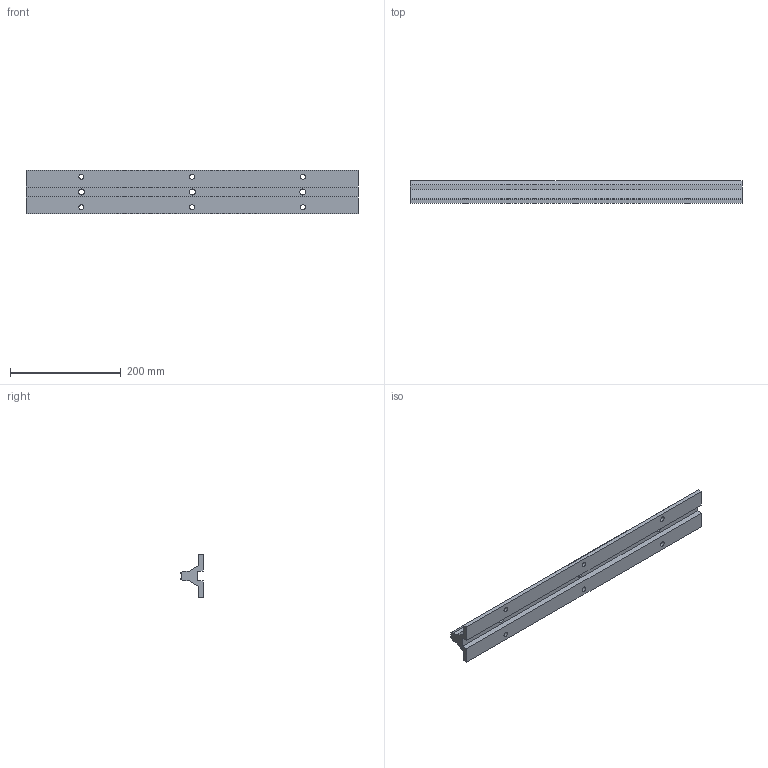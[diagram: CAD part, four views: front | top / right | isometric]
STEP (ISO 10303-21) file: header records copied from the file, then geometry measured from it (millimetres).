
FILE_DESCRIPTION( ( 'STEP AP214' ), '1' );
FILE_NAME( 'WUH-40_2_14a.stp', ' ', ( ' ' ), ( ' ' ), 'PSStep 15.0.47', 'PARTsolutions', ' ' );
FILE_SCHEMA( ( 'AUTOMOTIVE_DESIGN { 1 0 10303 214 1 1 1 1 }' ) );
Length unit declared in the file: millimetre
Products named in the file (1): HI_WUH-40
Bounding box: 599.5 x 40.76 x 78 mm (x, y, z)
Volume: 685242.1 mm3; surface area: 148412.2 mm2
Topology: 1 solids, 1 shells, 36 faces, 102 edges, 65 vertices
Faces by surface type: plane 25, cylinder 11
Full cylindrical faces by diameter (mm): 9 x6, 11 x3
Entity records: 1460 total; most frequent: DIRECTION 198, CARTESIAN_POINT 195, ORIENTED_EDGE 186, EDGE_CURVE 93, AXIS2_PLACEMENT_3D 68, VERTEX_POINT 65, LINE 62, VECTOR 62
